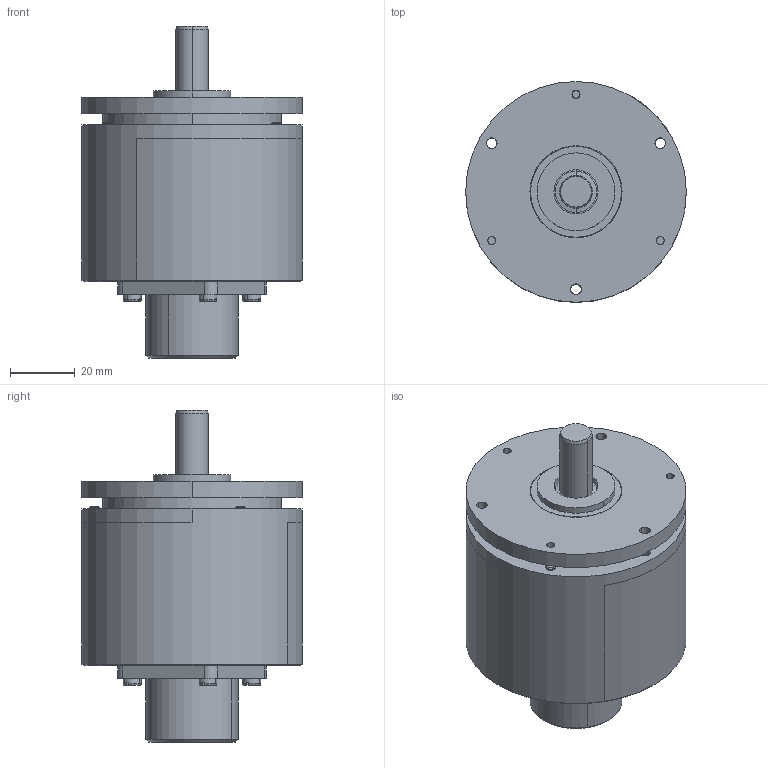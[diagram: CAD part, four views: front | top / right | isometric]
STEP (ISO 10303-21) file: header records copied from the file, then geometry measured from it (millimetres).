
FILE_DESCRIPTION((''),'2;1');
FILE_NAME('581601','2010-11-10T',('se2802'),(''),'PRO/ENGINEER BY PARAMETRIC TECHNOLOGY CORPORATION, 2010180','PRO/ENGINEER BY PARAMETRIC TECHNOLOGY CORPORATION, 2010180','');
FILE_SCHEMA(('CONFIG_CONTROL_DESIGN'));
Products named in the file (1): 581601
Bounding box: 68 x 68 x 102.3 mm (x, y, z)
Volume: 148150.5 mm3; surface area: 50348.9 mm2
Topology: 2 solids, 3 shells, 1660 faces, 4439 edges, 2914 vertices
Faces by surface type: plane 895, cylinder 353, extrusion 324, cone 62, torus 20, sphere 6
Entity records: 56302 total; most frequent: CARTESIAN_POINT 15598, ORIENTED_EDGE 8862, DIRECTION 7505, EDGE_CURVE 4431, VECTOR 2961, VERTEX_POINT 2914, LINE 2637, AXIS2_PLACEMENT_3D 2272
